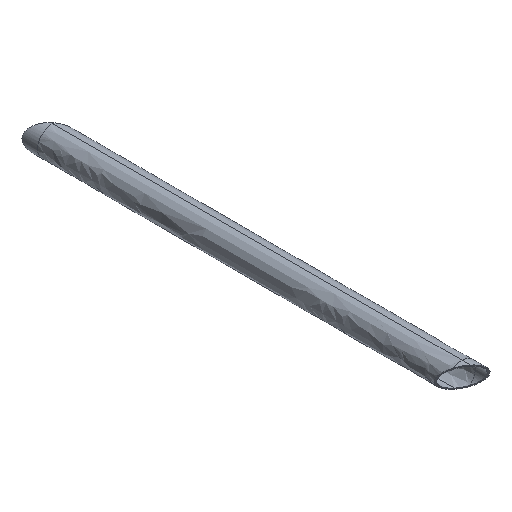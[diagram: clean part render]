
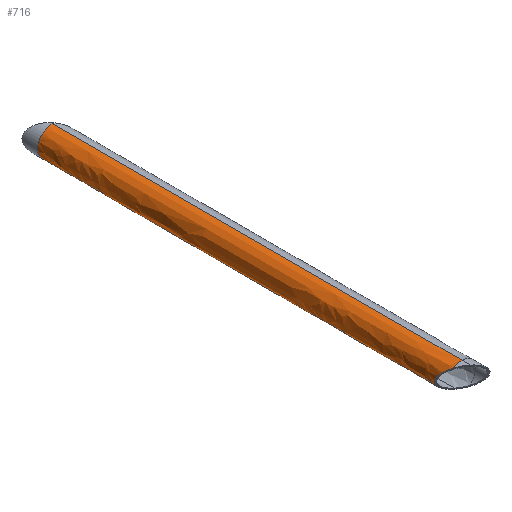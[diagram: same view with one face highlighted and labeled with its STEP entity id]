
A CAD part, isometric view. The second image highlights one B-rep face of the part: STEP entity #716.
In plain terms, the highlighted free-form (B-spline) face has degree [5, 4] with [6, 5] control points.
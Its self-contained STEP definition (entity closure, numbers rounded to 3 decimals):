
#40=CARTESIAN_POINT('Vertex',(-2540.,-209.978,1145.)) ;
#89=CARTESIAN_POINT('Axis2P3D Location',(-2540.,-209.978,1130.)) ;
#93=CARTESIAN_POINT('Vertex',(-2548.45,-209.978,1142.393)) ;
#115=CARTESIAN_POINT('Control Point',(-2540.,-201.528,1115.)) ;
#116=CARTESIAN_POINT('Control Point',(-2541.098,-200.621,1115.)) ;
#117=CARTESIAN_POINT('Control Point',(-2542.229,-199.743,1115.1)) ;
#118=CARTESIAN_POINT('Control Point',(-2543.39,-198.904,1115.314)) ;
#119=CARTESIAN_POINT('Control Point',(-2545.322,-197.624,1115.875)) ;
#120=CARTESIAN_POINT('Control Point',(-2547.251,-196.567,1116.828)) ;
#121=CARTESIAN_POINT('Control Point',(-2547.998,-196.196,1117.264)) ;
#122=CARTESIAN_POINT('Control Point',(-2549.355,-195.601,1118.199)) ;
#123=CARTESIAN_POINT('Control Point',(-2550.62,-195.211,1119.362)) ;
#124=CARTESIAN_POINT('Control Point',(-2551.176,-195.08,1119.945)) ;
#125=CARTESIAN_POINT('Control Point',(-2552.189,-194.932,1121.167)) ;
#126=CARTESIAN_POINT('Control Point',(-2553.039,-194.993,1122.524)) ;
#127=CARTESIAN_POINT('Control Point',(-2553.408,-195.074,1123.208)) ;
#128=CARTESIAN_POINT('Control Point',(-2553.978,-195.305,1124.454)) ;
#129=CARTESIAN_POINT('Control Point',(-2554.396,-195.676,1125.726)) ;
#130=CARTESIAN_POINT('Control Point',(-2554.549,-195.864,1126.284)) ;
#131=CARTESIAN_POINT('Control Point',(-2554.885,-196.428,1127.778)) ;
#132=CARTESIAN_POINT('Control Point',(-2555.023,-197.14,1129.244)) ;
#133=CARTESIAN_POINT('Control Point',(-2555.038,-197.634,1130.144)) ;
#134=CARTESIAN_POINT('Control Point',(-2554.931,-198.807,1132.069)) ;
#135=CARTESIAN_POINT('Control Point',(-2554.547,-200.129,1133.852)) ;
#136=CARTESIAN_POINT('Control Point',(-2554.265,-200.885,1134.781)) ;
#137=CARTESIAN_POINT('Control Point',(-2553.51,-202.599,1136.715)) ;
#138=CARTESIAN_POINT('Control Point',(-2552.485,-204.404,1138.417)) ;
#139=CARTESIAN_POINT('Control Point',(-2551.859,-205.404,1139.274)) ;
#140=CARTESIAN_POINT('Control Point',(-2550.829,-206.921,1140.456)) ;
#141=CARTESIAN_POINT('Control Point',(-2549.677,-208.449,1141.478)) ;
#142=CARTESIAN_POINT('Control Point',(-2549.28,-208.959,1141.801)) ;
#143=CARTESIAN_POINT('Control Point',(-2548.871,-209.469,1142.107)) ;
#144=CARTESIAN_POINT('Control Point',(-2548.45,-209.978,1142.393)) ;
#145=CARTESIAN_POINT('Vertex',(-2540.,-201.528,1115.)) ;
#418=CARTESIAN_POINT('Control Point',(-2540.,208.086,1115.)) ;
#419=CARTESIAN_POINT('Control Point',(-2540.355,208.462,1115.)) ;
#420=CARTESIAN_POINT('Control Point',(-2540.709,208.84,1115.01)) ;
#421=CARTESIAN_POINT('Control Point',(-2541.064,209.219,1115.031)) ;
#422=CARTESIAN_POINT('Control Point',(-2541.418,209.598,1115.063)) ;
#423=CARTESIAN_POINT('Control Point',(-2541.771,209.978,1115.105)) ;
#424=CARTESIAN_POINT('Vertex',(-2540.,208.086,1115.)) ;
#426=CARTESIAN_POINT('Vertex',(-2541.771,209.978,1115.105)) ;
#579=CARTESIAN_POINT('Vertex',(-2540.,209.978,1145.)) ;
#593=CARTESIAN_POINT('Axis2P3D Location',(-2540.,209.978,1130.)) ;
#662=CARTESIAN_POINT('Control Point',(-2540.,-209.978,1115.)) ;
#663=CARTESIAN_POINT('Control Point',(-2555.,-209.978,1115.)) ;
#664=CARTESIAN_POINT('Control Point',(-2562.5,-209.978,1130.)) ;
#665=CARTESIAN_POINT('Control Point',(-2555.,-209.978,1145.)) ;
#666=CARTESIAN_POINT('Control Point',(-2540.,-209.978,1145.)) ;
#667=CARTESIAN_POINT('Control Point',(-2540.,-125.987,1115.)) ;
#668=CARTESIAN_POINT('Control Point',(-2555.,-125.987,1115.)) ;
#669=CARTESIAN_POINT('Control Point',(-2562.5,-125.987,1130.)) ;
#670=CARTESIAN_POINT('Control Point',(-2555.,-125.987,1145.)) ;
#671=CARTESIAN_POINT('Control Point',(-2540.,-125.987,1145.)) ;
#672=CARTESIAN_POINT('Control Point',(-2540.,-41.993,1115.)) ;
#673=CARTESIAN_POINT('Control Point',(-2555.,-41.993,1115.)) ;
#674=CARTESIAN_POINT('Control Point',(-2562.5,-41.993,1130.)) ;
#675=CARTESIAN_POINT('Control Point',(-2555.,-41.993,1145.)) ;
#676=CARTESIAN_POINT('Control Point',(-2540.,-41.993,1145.)) ;
#677=CARTESIAN_POINT('Control Point',(-2540.,42.,1115.)) ;
#678=CARTESIAN_POINT('Control Point',(-2555.,42.,1115.)) ;
#679=CARTESIAN_POINT('Control Point',(-2562.5,42.,1130.)) ;
#680=CARTESIAN_POINT('Control Point',(-2555.,42.,1145.)) ;
#681=CARTESIAN_POINT('Control Point',(-2540.,42.,1145.)) ;
#682=CARTESIAN_POINT('Control Point',(-2540.,125.987,1115.)) ;
#683=CARTESIAN_POINT('Control Point',(-2555.,125.987,1115.)) ;
#684=CARTESIAN_POINT('Control Point',(-2562.5,125.987,1130.)) ;
#685=CARTESIAN_POINT('Control Point',(-2555.,125.987,1145.)) ;
#686=CARTESIAN_POINT('Control Point',(-2540.,125.987,1145.)) ;
#687=CARTESIAN_POINT('Control Point',(-2540.,209.978,1115.)) ;
#688=CARTESIAN_POINT('Control Point',(-2555.,209.978,1115.)) ;
#689=CARTESIAN_POINT('Control Point',(-2562.5,209.978,1130.)) ;
#690=CARTESIAN_POINT('Control Point',(-2555.,209.978,1145.)) ;
#691=CARTESIAN_POINT('Control Point',(-2540.,209.978,1145.)) ;
#693=CARTESIAN_POINT('Control Point',(-2540.,-201.528,1115.)) ;
#694=CARTESIAN_POINT('Control Point',(-2540.,-119.605,1115.)) ;
#695=CARTESIAN_POINT('Control Point',(-2540.,-37.68,1115.)) ;
#696=CARTESIAN_POINT('Control Point',(-2540.,44.244,1115.)) ;
#697=CARTESIAN_POINT('Control Point',(-2540.,126.163,1115.)) ;
#698=CARTESIAN_POINT('Control Point',(-2540.,208.086,1115.)) ;
#701=CARTESIAN_POINT('Control Point',(-2540.,-209.978,1145.)) ;
#702=CARTESIAN_POINT('Control Point',(-2540.,-125.987,1145.)) ;
#703=CARTESIAN_POINT('Control Point',(-2540.,-41.993,1145.)) ;
#704=CARTESIAN_POINT('Control Point',(-2540.,42.,1145.)) ;
#705=CARTESIAN_POINT('Control Point',(-2540.,125.987,1145.)) ;
#706=CARTESIAN_POINT('Control Point',(-2540.,209.978,1145.)) ;
#90=DIRECTION('Axis2P3D Direction',(0.,1.,0.)) ;
#594=DIRECTION('Axis2P3D Direction',(0.,1.,0.)) ;
#91=AXIS2_PLACEMENT_3D('Circle Axis2P3D',#89,#90,$) ;
#595=AXIS2_PLACEMENT_3D('Circle Axis2P3D',#593,#594,$) ;
#92=CIRCLE('generated circle',#91,15.) ;
#596=CIRCLE('generated circle',#595,15.) ;
#95=EDGE_CURVE('',#94,#41,#92,.T.) ;
#147=EDGE_CURVE('',#146,#94,#114,.T.) ;
#428=EDGE_CURVE('',#425,#427,#417,.T.) ;
#597=EDGE_CURVE('',#427,#580,#596,.T.) ;
#699=EDGE_CURVE('',#146,#425,#692,.T.) ;
#707=EDGE_CURVE('',#41,#580,#700,.T.) ;
#708=EDGE_LOOP('',(#709,#710,#711,#712,#713,#714)) ;
#709=ORIENTED_EDGE('',*,*,#428,.F.) ;
#710=ORIENTED_EDGE('',*,*,#699,.F.) ;
#711=ORIENTED_EDGE('',*,*,#147,.T.) ;
#712=ORIENTED_EDGE('',*,*,#95,.T.) ;
#713=ORIENTED_EDGE('',*,*,#707,.T.) ;
#714=ORIENTED_EDGE('',*,*,#597,.F.) ;
#41=VERTEX_POINT('',#40) ;
#94=VERTEX_POINT('',#93) ;
#146=VERTEX_POINT('',#145) ;
#425=VERTEX_POINT('',#424) ;
#427=VERTEX_POINT('',#426) ;
#580=VERTEX_POINT('',#579) ;
#716=ADVANCED_FACE('Corps principal',(#715),#661,.F.) ;
#114=B_SPLINE_CURVE_WITH_KNOTS('',5,(#115,#116,#117,#118,#119,#120,#121,#122,#123,#124,#125,#126,#127,#128,#129,#130,#131,#132,#133,#134,#135,#136,#137,#138,#139,#140,#141,#142,#143,#144),.UNSPECIFIED.,.F.,.U.,(6,3,3,3,3,3,3,3,3,6),(0.,10.416,17.076,22.772,28.169,32.366,39.444,47.989,58.196,63.297),.UNSPECIFIED.) ;
#417=B_SPLINE_CURVE_WITH_KNOTS('',5,(#418,#419,#420,#421,#422,#423),.UNSPECIFIED.,.F.,.U.,(6,6),(0.,3.756),.UNSPECIFIED.) ;
#715=FACE_OUTER_BOUND('',#708,.T.) ;
#692=(BOUNDED_CURVE()B_SPLINE_CURVE(5,(#693,#694,#695,#696,#697,#698),.UNSPECIFIED.,.F.,.U.)B_SPLINE_CURVE_WITH_KNOTS((6,6),(8.45,418.064),.UNSPECIFIED.)CURVE()GEOMETRIC_REPRESENTATION_ITEM()RATIONAL_B_SPLINE_CURVE((1.,1.,1.,1.,1.,1.))REPRESENTATION_ITEM('')) ;
#700=(BOUNDED_CURVE()B_SPLINE_CURVE(5,(#701,#702,#703,#704,#705,#706),.UNSPECIFIED.,.F.,.U.)B_SPLINE_CURVE_WITH_KNOTS((6,6),(0.,419.956),.UNSPECIFIED.)CURVE()GEOMETRIC_REPRESENTATION_ITEM()RATIONAL_B_SPLINE_CURVE((1.,1.,1.,1.,1.,1.))REPRESENTATION_ITEM('')) ;
#661=(BOUNDED_SURFACE()B_SPLINE_SURFACE(5,4,((#662,#663,#664,#665,#666),(#667,#668,#669,#670,#671),(#672,#673,#674,#675,#676),(#677,#678,#679,#680,#681),(#682,#683,#684,#685,#686),(#687,#688,#689,#690,#691)),.UNSPECIFIED.,.F.,.F.,.U.)B_SPLINE_SURFACE_WITH_KNOTS((6,6),(5,5),(0.,419.956),(0.,47.124),.UNSPECIFIED.)GEOMETRIC_REPRESENTATION_ITEM()RATIONAL_B_SPLINE_SURFACE(((1.,0.707,0.667,0.707,1.),(1.,0.707,0.667,0.707,1.),(1.,0.707,0.667,0.707,1.),(1.,0.707,0.667,0.707,1.),(1.,0.707,0.667,0.707,1.),(1.,0.707,0.667,0.707,1.)))REPRESENTATION_ITEM('Rational BSpline Surface')SURFACE()) ;
